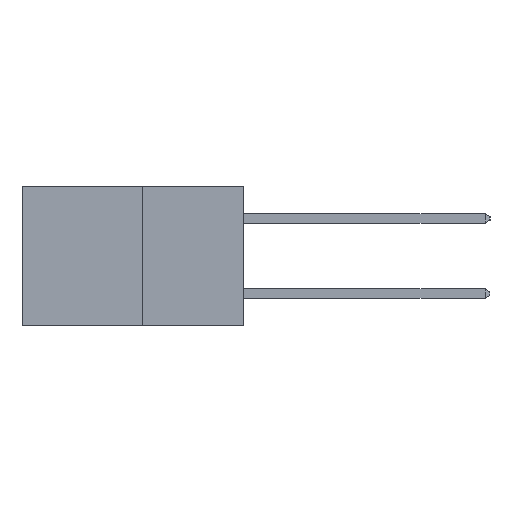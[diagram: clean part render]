
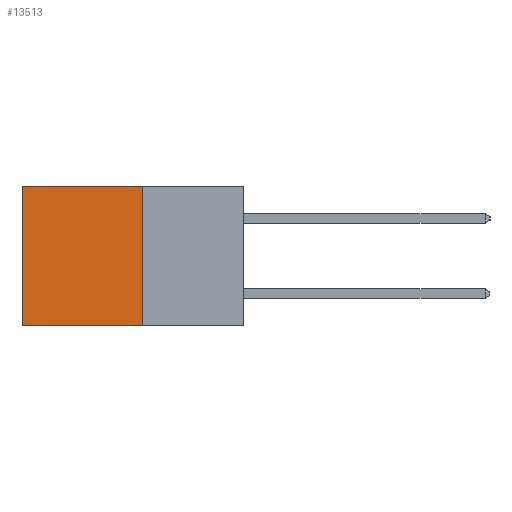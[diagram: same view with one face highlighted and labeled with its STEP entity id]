
A CAD part, left-side view. The second image highlights one B-rep face of the part: STEP entity #13513.
In plain terms, the highlighted planar face has unit normal (-1, 0, 0).
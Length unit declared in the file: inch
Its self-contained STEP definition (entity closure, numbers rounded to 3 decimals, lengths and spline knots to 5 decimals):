
#542 = CARTESIAN_POINT ( 'NONE',  ( 0.277, 0.59, -0.37 ) ) ;
#1494 = CARTESIAN_POINT ( 'NONE',  ( 0.277, 0.27, -0.37 ) ) ;
#1555 = LINE ( 'NONE', #542, #16005 ) ;
#2807 = VECTOR ( 'NONE', #3314, 39.37008 ) ;
#2982 = EDGE_LOOP ( 'NONE', ( #9699, #19691, #14405, #12969 ) ) ;
#3314 = DIRECTION ( 'NONE',  ( 0., 0., -1. ) ) ;
#3369 = LINE ( 'NONE', #1494, #2807 ) ;
#4276 = AXIS2_PLACEMENT_3D ( 'NONE', #14493, #19645, #9490 ) ;
#4580 = DIRECTION ( 'NONE',  ( 0., 1., 0. ) ) ;
#5268 = CARTESIAN_POINT ( 'NONE',  ( 0.277, 0.27, 0. ) ) ;
#5905 = VECTOR ( 'NONE', #4580, 39.37008 ) ;
#7724 = PLANE ( 'NONE',  #4276 ) ;
#8881 = CARTESIAN_POINT ( 'NONE',  ( 0.277, 0.27, -0.37 ) ) ;
#9465 = LINE ( 'NONE', #14907, #5905 ) ;
#9490 = DIRECTION ( 'NONE',  ( 0., 0., -1. ) ) ;
#9699 = ORIENTED_EDGE ( 'NONE', *, *, #19716, .T. ) ;
#9795 = CARTESIAN_POINT ( 'NONE',  ( 0.277, 0.27, -0.37 ) ) ;
#10577 = EDGE_CURVE ( 'NONE', #11973, #12898, #9465, .T. ) ;
#11451 = FACE_OUTER_BOUND ( 'NONE', #2982, .T. ) ;
#11973 = VERTEX_POINT ( 'NONE', #5268 ) ;
#12011 = EDGE_CURVE ( 'NONE', #13656, #19511, #14178, .T. ) ;
#12815 = DIRECTION ( 'NONE',  ( 0., 0., -1. ) ) ;
#12898 = VERTEX_POINT ( 'NONE', #13013 ) ;
#12969 = ORIENTED_EDGE ( 'NONE', *, *, #10577, .T. ) ;
#13013 = CARTESIAN_POINT ( 'NONE',  ( 0.277, 0.59, 0. ) ) ;
#13513 = ADVANCED_FACE ( 'NONE', ( #11451 ), #7724, .F. ) ;
#13656 = VERTEX_POINT ( 'NONE', #9795 ) ;
#14178 = LINE ( 'NONE', #8881, #14704 ) ;
#14405 = ORIENTED_EDGE ( 'NONE', *, *, #17498, .F. ) ;
#14493 = CARTESIAN_POINT ( 'NONE',  ( 0.277, 0.27, -0.37 ) ) ;
#14704 = VECTOR ( 'NONE', #19048, 39.37008 ) ;
#14907 = CARTESIAN_POINT ( 'NONE',  ( 0.277, 0.27, 0. ) ) ;
#15750 = CARTESIAN_POINT ( 'NONE',  ( 0.277, 0.59, -0.37 ) ) ;
#16005 = VECTOR ( 'NONE', #12815, 39.37008 ) ;
#17498 = EDGE_CURVE ( 'NONE', #11973, #13656, #3369, .T. ) ;
#19048 = DIRECTION ( 'NONE',  ( 0., 1., 0. ) ) ;
#19511 = VERTEX_POINT ( 'NONE', #15750 ) ;
#19645 = DIRECTION ( 'NONE',  ( 1., 0., 0. ) ) ;
#19691 = ORIENTED_EDGE ( 'NONE', *, *, #12011, .F. ) ;
#19716 = EDGE_CURVE ( 'NONE', #12898, #19511, #1555, .T. ) ;
